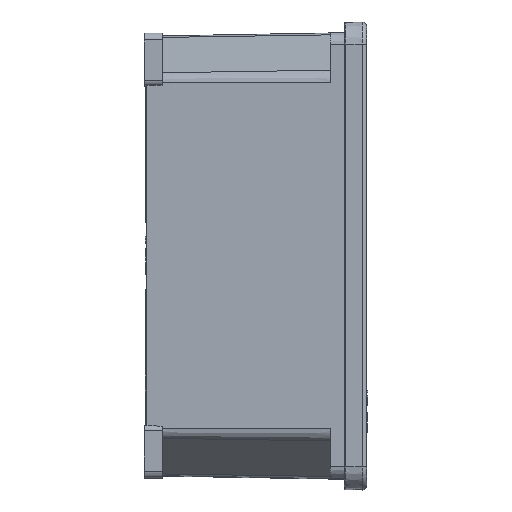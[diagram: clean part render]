
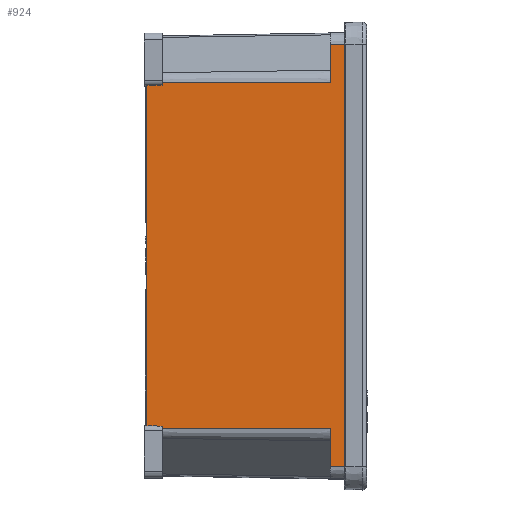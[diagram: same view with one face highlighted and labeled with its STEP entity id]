
A CAD part, top view. The second image highlights one B-rep face of the part: STEP entity #924.
In plain terms, the highlighted face is planar.
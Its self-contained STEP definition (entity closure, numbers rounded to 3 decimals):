
#924 = ADVANCED_FACE( '', ( #2068 ), #2069, .F. );
#2068 = FACE_OUTER_BOUND( '', #3437, .T. );
#2069 = PLANE( '', #3438 );
#3437 = EDGE_LOOP( '', ( #6089, #6090, #6091, #6092, #6093, #6094, #6095, #6096, #6097, #6098, #6099, #6100, #6101, #6102, #6103, #6104 ) );
#3438 = AXIS2_PLACEMENT_3D( '', #6105, #6106, #6107 );
#6089 = ORIENTED_EDGE( '', *, *, #8143, .F. );
#6090 = ORIENTED_EDGE( '', *, *, #8070, .T. );
#6091 = ORIENTED_EDGE( '', *, *, #8972, .F. );
#6092 = ORIENTED_EDGE( '', *, *, #9015, .T. );
#6093 = ORIENTED_EDGE( '', *, *, #8036, .F. );
#6094 = ORIENTED_EDGE( '', *, *, #8928, .F. );
#6095 = ORIENTED_EDGE( '', *, *, #9016, .F. );
#6096 = ORIENTED_EDGE( '', *, *, #9017, .F. );
#6097 = ORIENTED_EDGE( '', *, *, #9018, .T. );
#6098 = ORIENTED_EDGE( '', *, *, #9019, .F. );
#6099 = ORIENTED_EDGE( '', *, *, #8048, .T. );
#6100 = ORIENTED_EDGE( '', *, *, #9020, .T. );
#6101 = ORIENTED_EDGE( '', *, *, #9021, .T. );
#6102 = ORIENTED_EDGE( '', *, *, #8995, .T. );
#6103 = ORIENTED_EDGE( '', *, *, #9022, .F. );
#6104 = ORIENTED_EDGE( '', *, *, #9023, .T. );
#6105 = CARTESIAN_POINT( '', ( 1., -91.25, 75.925 ) );
#6106 = DIRECTION( '', ( 0.017, 1., 0. ) );
#6107 = DIRECTION( '', ( -1., 0.017, 0. ) );
#8036 = EDGE_CURVE( '', #9601, #9602, #9603, .T. );
#8048 = EDGE_CURVE( '', #9624, #9622, #9625, .T. );
#8070 = EDGE_CURVE( '', #9661, #9662, #9663, .T. );
#8143 = EDGE_CURVE( '', #9661, #9791, #9792, .F. );
#8928 = EDGE_CURVE( '', #11054, #9601, #11056, .T. );
#8972 = EDGE_CURVE( '', #11113, #9662, #11114, .T. );
#8995 = EDGE_CURVE( '', #11146, #11144, #11147, .T. );
#9015 = EDGE_CURVE( '', #11113, #9602, #11172, .T. );
#9016 = EDGE_CURVE( '', #11173, #11054, #11174, .T. );
#9017 = EDGE_CURVE( '', #11175, #11173, #11176, .T. );
#9018 = EDGE_CURVE( '', #11175, #11177, #11178, .T. );
#9019 = EDGE_CURVE( '', #9624, #11177, #11179, .T. );
#9020 = EDGE_CURVE( '', #9622, #11180, #11181, .T. );
#9021 = EDGE_CURVE( '', #11180, #11146, #11182, .T. );
#9022 = EDGE_CURVE( '', #11183, #11144, #11184, .F. );
#9023 = EDGE_CURVE( '', #11183, #9791, #11185, .T. );
#9601 = VERTEX_POINT( '', #11883 );
#9602 = VERTEX_POINT( '', #11884 );
#9603 = LINE( '', #11885, #11886 );
#9622 = VERTEX_POINT( '', #11911 );
#9624 = VERTEX_POINT( '', #11913 );
#9625 = LINE( '', #11914, #11915 );
#9661 = VERTEX_POINT( '', #11964 );
#9662 = VERTEX_POINT( '', #11965 );
#9663 = LINE( '', #11966, #11967 );
#9791 = VERTEX_POINT( '', #12132 );
#9792 = ELLIPSE( '', #12133, 114.597, 2. );
#11054 = VERTEX_POINT( '', #13829 );
#11056 = LINE( '', #13831, #13832 );
#11113 = VERTEX_POINT( '', #13907 );
#11114 = LINE( '', #13908, #13909 );
#11144 = VERTEX_POINT( '', #13949 );
#11146 = VERTEX_POINT( '', #13951 );
#11147 = LINE( '', #13952, #13953 );
#11172 = LINE( '', #13988, #13989 );
#11173 = VERTEX_POINT( '', #13990 );
#11174 = LINE( '', #13991, #13992 );
#11175 = VERTEX_POINT( '', #13993 );
#11176 = LINE( '', #13994, #13995 );
#11177 = VERTEX_POINT( '', #13996 );
#11178 = LINE( '', #13997, #13998 );
#11179 = LINE( '', #13999, #14000 );
#11180 = VERTEX_POINT( '', #14001 );
#11181 = LINE( '', #14002, #14003 );
#11182 = LINE( '', #14004, #14005 );
#11183 = VERTEX_POINT( '', #14006 );
#11184 = ELLIPSE( '', #14007, 114.597, 2. );
#11185 = LINE( '', #14008, #14009 );
#11883 = CARTESIAN_POINT( '', ( 73., -92.507, -75.925 ) );
#11884 = CARTESIAN_POINT( '', ( 67., -92.402, -75.925 ) );
#11885 = CARTESIAN_POINT( '', ( 1., -91.25, -75.925 ) );
#11886 = VECTOR( '', #14793, 1000. );
#11911 = CARTESIAN_POINT( '', ( 67., -92.402, 75.925 ) );
#11913 = CARTESIAN_POINT( '', ( 73., -92.507, 75.925 ) );
#11914 = CARTESIAN_POINT( '', ( 1., -91.25, 75.925 ) );
#11915 = VECTOR( '', #14809, 1000. );
#11964 = CARTESIAN_POINT( '', ( 6.5, -91.346, -61.295 ) );
#11965 = CARTESIAN_POINT( '', ( 6.5, -91.346, -62.182 ) );
#11966 = CARTESIAN_POINT( '', ( 6.5, -91.346, 75.925 ) );
#11967 = VECTOR( '', #14832, 1000. );
#12132 = CARTESIAN_POINT( '', ( 1., -91.25, -61.24 ) );
#12133 = AXIS2_PLACEMENT_3D( '', #14945, #14946, #14947 );
#13829 = CARTESIAN_POINT( '', ( 73., -92.507, -62.182 ) );
#13831 = CARTESIAN_POINT( '', ( 73., -92.507, 75.925 ) );
#13832 = VECTOR( '', #15949, 1000. );
#13907 = CARTESIAN_POINT( '', ( 67., -92.402, -62.182 ) );
#13908 = CARTESIAN_POINT( '', ( 1., -91.25, -62.182 ) );
#13909 = VECTOR( '', #15998, 1000. );
#13949 = CARTESIAN_POINT( '', ( 6.5, -91.346, 61.295 ) );
#13951 = CARTESIAN_POINT( '', ( 6.5, -91.346, 62.182 ) );
#13952 = CARTESIAN_POINT( '', ( 6.5, -91.346, 75.925 ) );
#13953 = VECTOR( '', #16030, 1000. );
#13988 = CARTESIAN_POINT( '', ( 67., -92.402, 75.925 ) );
#13989 = VECTOR( '', #16050, 1000. );
#13990 = CARTESIAN_POINT( '', ( 74.5, -92.533, -62.182 ) );
#13991 = CARTESIAN_POINT( '', ( 1., -91.25, -62.182 ) );
#13992 = VECTOR( '', #16051, 1000. );
#13993 = CARTESIAN_POINT( '', ( 74.5, -92.533, 62.182 ) );
#13994 = CARTESIAN_POINT( '', ( 74.5, -92.533, 62.182 ) );
#13995 = VECTOR( '', #16052, 1000. );
#13996 = CARTESIAN_POINT( '', ( 73., -92.507, 62.182 ) );
#13997 = CARTESIAN_POINT( '', ( 1., -91.25, 62.182 ) );
#13998 = VECTOR( '', #16053, 1000. );
#13999 = CARTESIAN_POINT( '', ( 73., -92.507, 75.925 ) );
#14000 = VECTOR( '', #16054, 1000. );
#14001 = CARTESIAN_POINT( '', ( 67., -92.402, 62.182 ) );
#14002 = CARTESIAN_POINT( '', ( 67., -92.402, 75.925 ) );
#14003 = VECTOR( '', #16055, 1000. );
#14004 = CARTESIAN_POINT( '', ( 1., -91.25, 62.182 ) );
#14005 = VECTOR( '', #16056, 1000. );
#14006 = CARTESIAN_POINT( '', ( 1., -91.25, 61.24 ) );
#14007 = AXIS2_PLACEMENT_3D( '', #16057, #16058, #16059 );
#14008 = CARTESIAN_POINT( '', ( 1., -91.25, 62.182 ) );
#14009 = VECTOR( '', #16060, 1000. );
#14793 = DIRECTION( '', ( -1., 0.017, 0. ) );
#14809 = DIRECTION( '', ( -1., 0.017, 0. ) );
#14832 = DIRECTION( '', ( 0., 0., -1. ) );
#14945 = CARTESIAN_POINT( '', ( -53.425, -90.3, -63. ) );
#14946 = DIRECTION( '', ( 0.017, 1., 0. ) );
#14947 = DIRECTION( '', ( -1., 0.017, 0. ) );
#15949 = DIRECTION( '', ( 0., 0., -1. ) );
#15998 = DIRECTION( '', ( -1., 0.017, 0. ) );
#16030 = DIRECTION( '', ( 0., 0., -1. ) );
#16050 = DIRECTION( '', ( 0., 0., -1. ) );
#16051 = DIRECTION( '', ( -1., 0.017, 0. ) );
#16052 = DIRECTION( '', ( 0., 0., -1. ) );
#16053 = DIRECTION( '', ( -1., 0.017, 0. ) );
#16054 = DIRECTION( '', ( 0., 0., -1. ) );
#16055 = DIRECTION( '', ( 0., 0., -1. ) );
#16056 = DIRECTION( '', ( -1., 0.017, 0. ) );
#16057 = CARTESIAN_POINT( '', ( -53.425, -90.3, 63. ) );
#16058 = DIRECTION( '', ( 0.017, 1., 0. ) );
#16059 = DIRECTION( '', ( -1., 0.017, 0. ) );
#16060 = DIRECTION( '', ( 0., 0., -1. ) );
